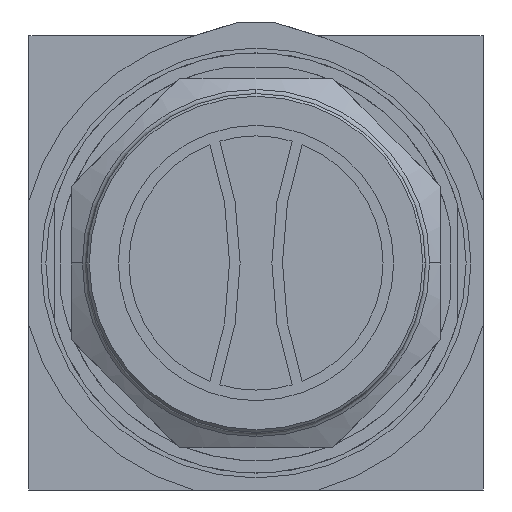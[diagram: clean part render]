
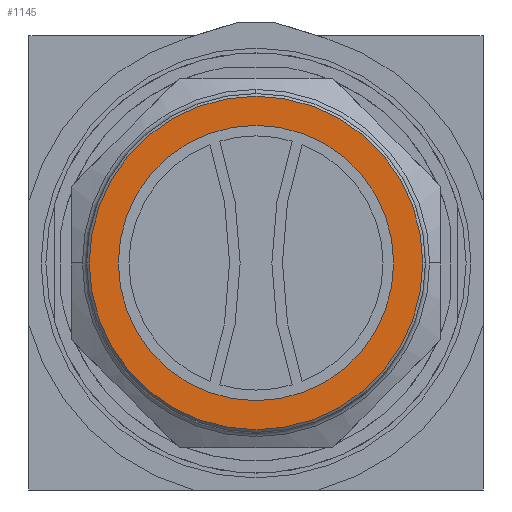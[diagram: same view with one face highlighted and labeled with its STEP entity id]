
A CAD part, front view. The second image highlights one B-rep face of the part: STEP entity #1145.
In plain terms, the highlighted planar face has unit normal (0, -1, 0).
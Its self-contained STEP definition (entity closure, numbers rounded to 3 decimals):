
#1081=CARTESIAN_POINT('POINT781',(13.,-16.078,
   0.));
#1082=VERTEX_POINT('VERTEX781',#1081);
#1089=CARTESIAN_POINT('POINT782',(-13.,-16.078,
   0.));
#1090=VERTEX_POINT('VERTEX782',#1089);
#1091=CARTESIAN_POINT('POS1109',(0.,-16.078,
   0.));
#1092=DIRECTION('DIR1668',(0.,1.,
   0.));
#1093=DIRECTION('DIR1669',(1.,0.,0.));
#1094=AXIS2_PLACEMENT_3D('AXIS560',#1091,#1092,#1093);
#1095=CIRCLE('ELLIPSE274',#1094,13.);
#1096=EDGE_CURVE('EDGE1216',#1090,#1082,#1095,.T.);
#1116=EDGE_CURVE('EDGE1218',#1082,#1090,#1095,.T.);
#1121=ORIENTED_EDGE('COEDGE2435',*,*,#1116,.T.);
#1122=ORIENTED_EDGE('COEDGE2436',*,*,#1096,.T.);
#1123=EDGE_LOOP('NONE',(#1121,#1122));
#1124=FACE_BOUND('LOOP1',#1123,.T.);
#1125=CARTESIAN_POINT('POINT783',(15.746,-16.078,
   0.));
#1126=VERTEX_POINT('VERTEX783',#1125);
#1127=CARTESIAN_POINT('POINT784',(-15.746,-16.078,
   0.));
#1128=VERTEX_POINT('VERTEX784',#1127);
#1129=CARTESIAN_POINT('POS1112',(0.,-16.078,
   0.));
#1130=DIRECTION('DIR1673',(0.,1.,
   0.));
#1131=DIRECTION('DIR1674',(1.,0.,0.));
#1132=AXIS2_PLACEMENT_3D('AXIS562',#1129,#1130,#1131);
#1133=CIRCLE('ELLIPSE275',#1132,15.746);
#1134=EDGE_CURVE('EDGE1219',#1126,#1128,#1133,.T.);
#1135=ORIENTED_EDGE('COEDGE2437',*,*,#1134,.F.);
#1136=EDGE_CURVE('EDGE1220',#1128,#1126,#1133,.T.);
#1137=ORIENTED_EDGE('COEDGE2438',*,*,#1136,.F.);
#1138=EDGE_LOOP('NONE',(#1135,#1137));
#1139=FACE_BOUND('LOOP1',#1138,.T.);
#1140=CARTESIAN_POINT('POS1113',(7.873,-16.078,
   0.));
#1141=DIRECTION('DIR1675',(0.,-1.,
   0.));
#1142=DIRECTION('DIR1676',(1.,0.,
   0.));
#1143=AXIS2_PLACEMENT_3D('AXIS563',#1140,#1141,#1142);
#1144=PLANE('PLANE187',#1143);
#1145=ADVANCED_FACE('FACE517',(#1124,#1139),#1144,.T.);
